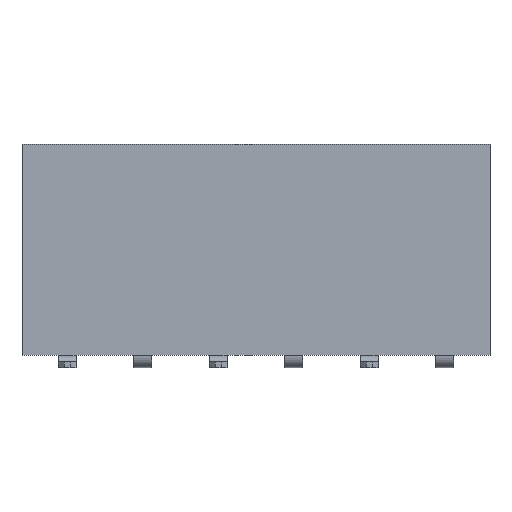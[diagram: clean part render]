
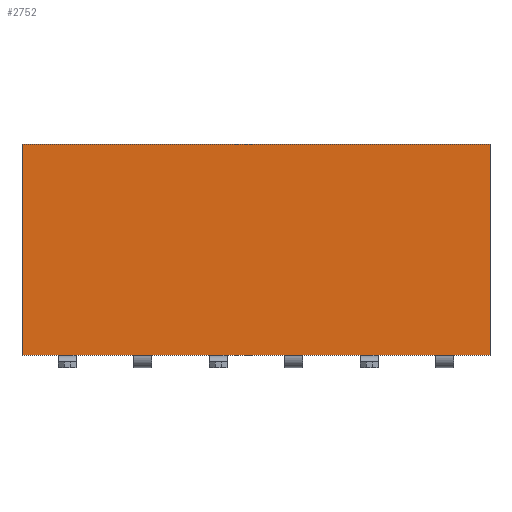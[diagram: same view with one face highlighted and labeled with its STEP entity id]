
A CAD part, front view. The second image highlights one B-rep face of the part: STEP entity #2752.
In plain terms, the highlighted planar face has unit normal (0, -1, 0).
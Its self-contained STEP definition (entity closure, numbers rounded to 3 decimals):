
#262=ORIENTED_EDGE('',*,*,#1044,.T.);
#263=ORIENTED_EDGE('',*,*,#1050,.T.);
#264=ORIENTED_EDGE('',*,*,#1057,.T.);
#265=ORIENTED_EDGE('',*,*,#952,.T.);
#952=EDGE_CURVE('',#1355,#1354,#1610,.T.);
#1044=EDGE_CURVE('',#1354,#1445,#1702,.T.);
#1050=EDGE_CURVE('',#1445,#1449,#1708,.T.);
#1057=EDGE_CURVE('',#1449,#1355,#1715,.T.);
#1354=VERTEX_POINT('',#3892);
#1355=VERTEX_POINT('',#3894);
#1445=VERTEX_POINT('',#4089);
#1449=VERTEX_POINT('',#4100);
#1610=LINE('',#3893,#1956);
#1702=LINE('',#4090,#2048);
#1708=LINE('',#4101,#2054);
#1715=LINE('',#4112,#2061);
#1956=VECTOR('',#3130,1000.);
#2048=VECTOR('',#3250,1000.);
#2054=VECTOR('',#3258,1000.);
#2061=VECTOR('',#3269,1000.);
#2318=EDGE_LOOP('',(#262,#263,#264,#265));
#2480=FACE_BOUND('',#2318,.T.);
#2630=PLANE('',#2929);
#2752=ADVANCED_FACE('',(#2480),#2630,.T.);
#2929=AXIS2_PLACEMENT_3D('',#4113,#3270,#3271);
#3130=DIRECTION('',(-1.,0.,0.));
#3250=DIRECTION('',(0.,0.,-1.));
#3258=DIRECTION('',(1.,0.,0.));
#3269=DIRECTION('',(0.,0.,1.));
#3270=DIRECTION('',(0.,-1.,0.));
#3271=DIRECTION('',(0.,0.,-1.));
#3892=CARTESIAN_POINT('',(-7.87,-1.25,3.55));
#3893=CARTESIAN_POINT('',(7.87,-1.25,3.55));
#3894=CARTESIAN_POINT('',(7.87,-1.25,3.55));
#4089=CARTESIAN_POINT('',(-7.87,-1.25,-3.55));
#4090=CARTESIAN_POINT('',(-7.87,-1.25,3.55));
#4100=CARTESIAN_POINT('',(7.87,-1.25,-3.55));
#4101=CARTESIAN_POINT('',(-7.87,-1.25,-3.55));
#4112=CARTESIAN_POINT('',(7.87,-1.25,-3.55));
#4113=CARTESIAN_POINT('',(0.,-1.25,0.));
